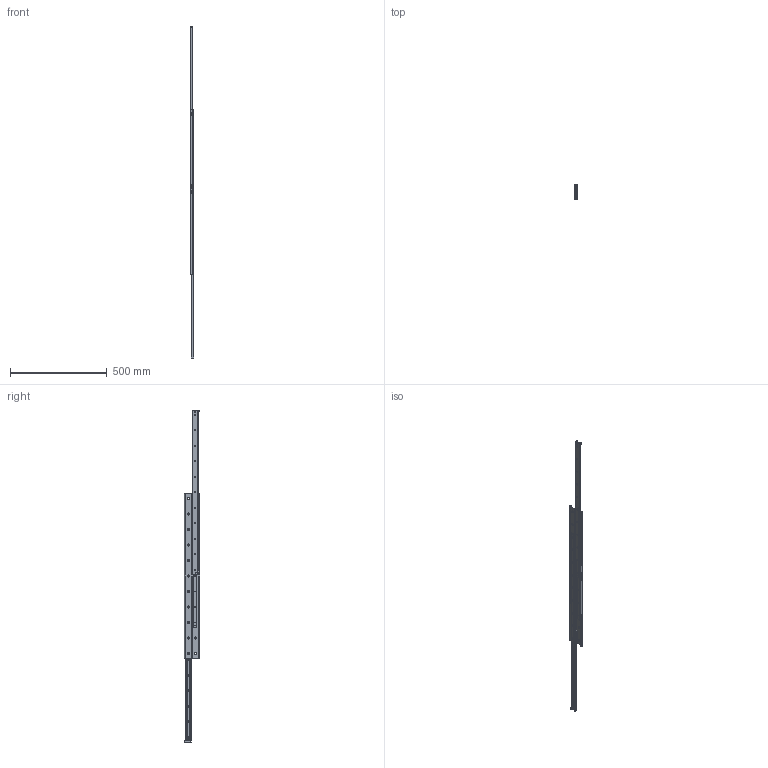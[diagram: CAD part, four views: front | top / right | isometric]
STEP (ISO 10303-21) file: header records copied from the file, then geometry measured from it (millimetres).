
FILE_DESCRIPTION((''),'2;1');
FILE_NAME('LCAS 28H.E-0850.stp','2011-04-29T12:12:30',('MKoza'),(''),'Autodesk Inventor 2009','Autodesk Inventor 2009','');
FILE_SCHEMA(('AUTOMOTIVE_DESIGN { 1 0 10303 214 1 1 1 1 }'));
Length unit declared in the file: millimetre
Products named in the file (11): LCAS 28H.E; ZP 28H.S; LCN 28H; LLMG 28H; + SP.L 28H; + AG.L 28H-4,5; + AP.L 28H; KF.LCA 28H; + AS.L 28H 4x3,8; + VKB.L 28H 4x7; DIN 7991 M5x8
Assembly tree (49 placements, depth 2):
  LCAS 28H.E
    ZP 28H.S
    LCN 28H  x2
    LLMG 28H  x2
    + SP.L 28H  x4
    + AG.L 28H-4,5  x8
    + AP.L 28H  x4
    KF.LCA 28H  x2
    + AS.L 28H 4x3,8  x4
    + VKB.L 28H 4x7  x4
    DIN 7991 M5x8  x18
Bounding box: 15.8 x 80 x 1714 mm (x, y, z)
Volume: 681430.2 mm3; surface area: 490662 mm2
Topology: 49 solids, 49 shells, 976 faces, 2512 edges, 1644 vertices
Faces by surface type: plane 554, bspline 240, cylinder 126, cone 56
Full cylindrical faces by diameter (mm): 4 x8, 5 x22, 10 x18
Entity records: 11490 total; most frequent: CARTESIAN_POINT 3881, DIRECTION 1435, ORIENTED_EDGE 1320, EDGE_CURVE 660, EDGE_LOOP 591, AXIS2_PLACEMENT_3D 540, VERTEX_POINT 509, VECTOR 355
